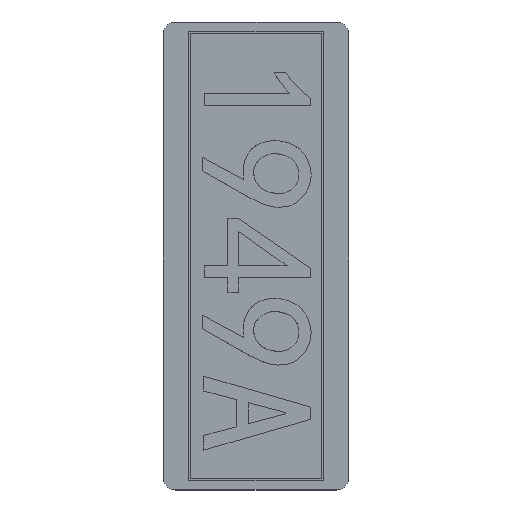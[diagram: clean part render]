
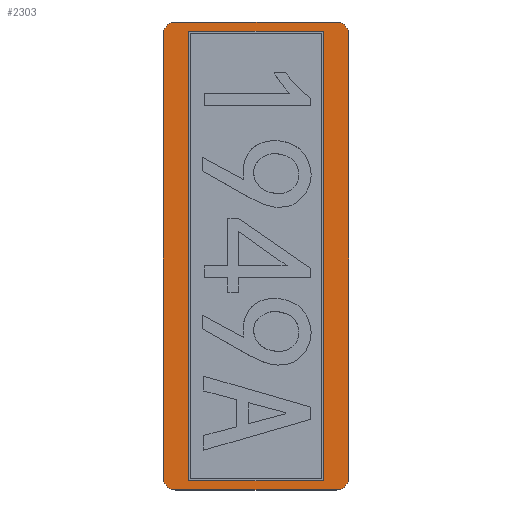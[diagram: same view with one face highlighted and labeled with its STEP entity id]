
A CAD part, top view. The second image highlights one B-rep face of the part: STEP entity #2303.
In plain terms, the highlighted planar face has unit normal (0, 0, 1).
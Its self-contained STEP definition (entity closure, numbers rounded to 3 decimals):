
#37 = CARTESIAN_POINT ( 'NONE',  ( 23.22, -51.071, 3.86 ) ) ;
#62 = DIRECTION ( 'NONE',  ( 1., 0., 0. ) ) ;
#76 = ORIENTED_EDGE ( 'NONE', *, *, #2604, .T. ) ;
#86 = EDGE_CURVE ( 'NONE', #3007, #2165, #971, .T. ) ;
#97 = VECTOR ( 'NONE', #1436, 1000. ) ;
#189 = EDGE_CURVE ( 'NONE', #2428, #661, #1394, .T. ) ;
#190 = PLANE ( 'NONE',  #3262 ) ;
#202 = VERTEX_POINT ( 'NONE', #1345 ) ;
#219 = ORIENTED_EDGE ( 'NONE', *, *, #637, .T. ) ;
#232 = CIRCLE ( 'NONE', #2095, 3. ) ;
#258 = ORIENTED_EDGE ( 'NONE', *, *, #1242, .T. ) ;
#266 = CARTESIAN_POINT ( 'NONE',  ( -17.78, 56.911, 3.86 ) ) ;
#282 = CARTESIAN_POINT ( 'NONE',  ( -20.78, 56.911, 3.86 ) ) ;
#296 = VERTEX_POINT ( 'NONE', #1142 ) ;
#318 = DIRECTION ( 'NONE',  ( -1., 0., 0. ) ) ;
#319 = LINE ( 'NONE', #282, #1258 ) ;
#338 = EDGE_CURVE ( 'NONE', #202, #2964, #3062, .T. ) ;
#448 = FACE_OUTER_BOUND ( 'NONE', #2481, .T. ) ;
#537 = VERTEX_POINT ( 'NONE', #1545 ) ;
#574 = VERTEX_POINT ( 'NONE', #3103 ) ;
#577 = VECTOR ( 'NONE', #885, 1000. ) ;
#609 = EDGE_CURVE ( 'NONE', #574, #1950, #232, .T. ) ;
#637 = EDGE_CURVE ( 'NONE', #925, #2527, #1143, .T. ) ;
#661 = VERTEX_POINT ( 'NONE', #717 ) ;
#685 = CARTESIAN_POINT ( 'NONE',  ( -24.18, 54.67, 3.86 ) ) ;
#717 = CARTESIAN_POINT ( 'NONE',  ( 17.22, -51.83, 3.86 ) ) ;
#772 = DIRECTION ( 'NONE',  ( -1., 0., 0. ) ) ;
#794 = VECTOR ( 'NONE', #944, 1000. ) ;
#806 = LINE ( 'NONE', #2793, #1577 ) ;
#865 = CARTESIAN_POINT ( 'NONE',  ( -24.18, -51.83, 3.86 ) ) ;
#875 = CARTESIAN_POINT ( 'NONE',  ( 17.22, -49.38, 3.86 ) ) ;
#882 = VECTOR ( 'NONE', #62, 1000. ) ;
#885 = DIRECTION ( 'NONE',  ( 0., -1., 0. ) ) ;
#886 = DIRECTION ( 'NONE',  ( 0., -1., 0. ) ) ;
#923 = CARTESIAN_POINT ( 'NONE',  ( -14.78, -49.38, 3.86 ) ) ;
#925 = VERTEX_POINT ( 'NONE', #266 ) ;
#944 = DIRECTION ( 'NONE',  ( 1., 0., 0. ) ) ;
#954 = DIRECTION ( 'NONE',  ( -1., 0., 0. ) ) ;
#971 = CIRCLE ( 'NONE', #2891, 3. ) ;
#1037 = AXIS2_PLACEMENT_3D ( 'NONE', #2411, #1327, #2887 ) ;
#1050 = CARTESIAN_POINT ( 'NONE',  ( -17.78, 53.911, 3.86 ) ) ;
#1108 = VECTOR ( 'NONE', #2882, 1000. ) ;
#1142 = CARTESIAN_POINT ( 'NONE',  ( 17.22, 54.67, 3.86 ) ) ;
#1143 = CIRCLE ( 'NONE', #2532, 3. ) ;
#1168 = ORIENTED_EDGE ( 'NONE', *, *, #189, .F. ) ;
#1171 = ORIENTED_EDGE ( 'NONE', *, *, #86, .T. ) ;
#1210 = CARTESIAN_POINT ( 'NONE',  ( -24.18, -49.38, 3.86 ) ) ;
#1242 = EDGE_CURVE ( 'NONE', #1950, #925, #319, .T. ) ;
#1258 = VECTOR ( 'NONE', #1341, 1000. ) ;
#1327 = DIRECTION ( 'NONE',  ( 0., 0., 1. ) ) ;
#1341 = DIRECTION ( 'NONE',  ( -1., 0., 0. ) ) ;
#1345 = CARTESIAN_POINT ( 'NONE',  ( -20.78, -51.071, 3.86 ) ) ;
#1366 = DIRECTION ( 'NONE',  ( 0., 0., 1. ) ) ;
#1394 = LINE ( 'NONE', #865, #882 ) ;
#1397 = CARTESIAN_POINT ( 'NONE',  ( -20.78, 56.911, 3.86 ) ) ;
#1436 = DIRECTION ( 'NONE',  ( 0., -1., 0. ) ) ;
#1543 = CARTESIAN_POINT ( 'NONE',  ( 20.22, -54.071, 3.86 ) ) ;
#1545 = CARTESIAN_POINT ( 'NONE',  ( -14.78, 54.67, 3.86 ) ) ;
#1577 = VECTOR ( 'NONE', #1817, 1000. ) ;
#1596 = CARTESIAN_POINT ( 'NONE',  ( 20.22, 53.911, 3.86 ) ) ;
#1646 = LINE ( 'NONE', #685, #1977 ) ;
#1690 = ORIENTED_EDGE ( 'NONE', *, *, #609, .T. ) ;
#1725 = DIRECTION ( 'NONE',  ( -1., 0., 0. ) ) ;
#1766 = EDGE_LOOP ( 'NONE', ( #1168, #3022, #2430, #1999 ) ) ;
#1817 = DIRECTION ( 'NONE',  ( 0., 1., 0. ) ) ;
#1826 = ORIENTED_EDGE ( 'NONE', *, *, #2921, .T. ) ;
#1850 = LINE ( 'NONE', #875, #1108 ) ;
#1900 = LINE ( 'NONE', #2402, #794 ) ;
#1926 = ORIENTED_EDGE ( 'NONE', *, *, #3252, .T. ) ;
#1937 = CARTESIAN_POINT ( 'NONE',  ( -17.78, -54.071, 3.86 ) ) ;
#1950 = VERTEX_POINT ( 'NONE', #2307 ) ;
#1977 = VECTOR ( 'NONE', #954, 1000. ) ;
#1999 = ORIENTED_EDGE ( 'NONE', *, *, #2816, .F. ) ;
#2095 = AXIS2_PLACEMENT_3D ( 'NONE', #1596, #3055, #772 ) ;
#2165 = VERTEX_POINT ( 'NONE', #37 ) ;
#2214 = LINE ( 'NONE', #1397, #577 ) ;
#2256 = EDGE_CURVE ( 'NONE', #537, #2428, #2977, .T. ) ;
#2263 = EDGE_CURVE ( 'NONE', #296, #537, #1646, .T. ) ;
#2303 = ADVANCED_FACE ( 'NONE', ( #2740, #448 ), #190, .F. ) ;
#2307 = CARTESIAN_POINT ( 'NONE',  ( 20.22, 56.911, 3.86 ) ) ;
#2339 = DIRECTION ( 'NONE',  ( 0., 0., 1. ) ) ;
#2402 = CARTESIAN_POINT ( 'NONE',  ( -20.78, -54.071, 3.86 ) ) ;
#2411 = CARTESIAN_POINT ( 'NONE',  ( -17.78, -51.071, 3.86 ) ) ;
#2428 = VERTEX_POINT ( 'NONE', #2987 ) ;
#2430 = ORIENTED_EDGE ( 'NONE', *, *, #2263, .F. ) ;
#2481 = EDGE_LOOP ( 'NONE', ( #76, #1690, #258, #219, #1926, #3025, #1826, #1171 ) ) ;
#2527 = VERTEX_POINT ( 'NONE', #3105 ) ;
#2532 = AXIS2_PLACEMENT_3D ( 'NONE', #1050, #1366, #1725 ) ;
#2604 = EDGE_CURVE ( 'NONE', #2165, #574, #806, .T. ) ;
#2740 = FACE_BOUND ( 'NONE', #1766, .T. ) ;
#2793 = CARTESIAN_POINT ( 'NONE',  ( 23.22, 56.911, 3.86 ) ) ;
#2816 = EDGE_CURVE ( 'NONE', #661, #296, #1850, .T. ) ;
#2882 = DIRECTION ( 'NONE',  ( 0., 1., 0. ) ) ;
#2887 = DIRECTION ( 'NONE',  ( -1., 0., 0. ) ) ;
#2891 = AXIS2_PLACEMENT_3D ( 'NONE', #3141, #2339, #318 ) ;
#2921 = EDGE_CURVE ( 'NONE', #2964, #3007, #1900, .T. ) ;
#2959 = DIRECTION ( 'NONE',  ( 0., 0., -1. ) ) ;
#2964 = VERTEX_POINT ( 'NONE', #1937 ) ;
#2977 = LINE ( 'NONE', #923, #97 ) ;
#2987 = CARTESIAN_POINT ( 'NONE',  ( -14.78, -51.83, 3.86 ) ) ;
#3007 = VERTEX_POINT ( 'NONE', #1543 ) ;
#3022 = ORIENTED_EDGE ( 'NONE', *, *, #2256, .F. ) ;
#3025 = ORIENTED_EDGE ( 'NONE', *, *, #338, .T. ) ;
#3055 = DIRECTION ( 'NONE',  ( 0., 0., 1. ) ) ;
#3062 = CIRCLE ( 'NONE', #1037, 3. ) ;
#3103 = CARTESIAN_POINT ( 'NONE',  ( 23.22, 53.911, 3.86 ) ) ;
#3105 = CARTESIAN_POINT ( 'NONE',  ( -20.78, 53.911, 3.86 ) ) ;
#3141 = CARTESIAN_POINT ( 'NONE',  ( 20.22, -51.071, 3.86 ) ) ;
#3252 = EDGE_CURVE ( 'NONE', #2527, #202, #2214, .T. ) ;
#3262 = AXIS2_PLACEMENT_3D ( 'NONE', #1210, #2959, #886 ) ;
